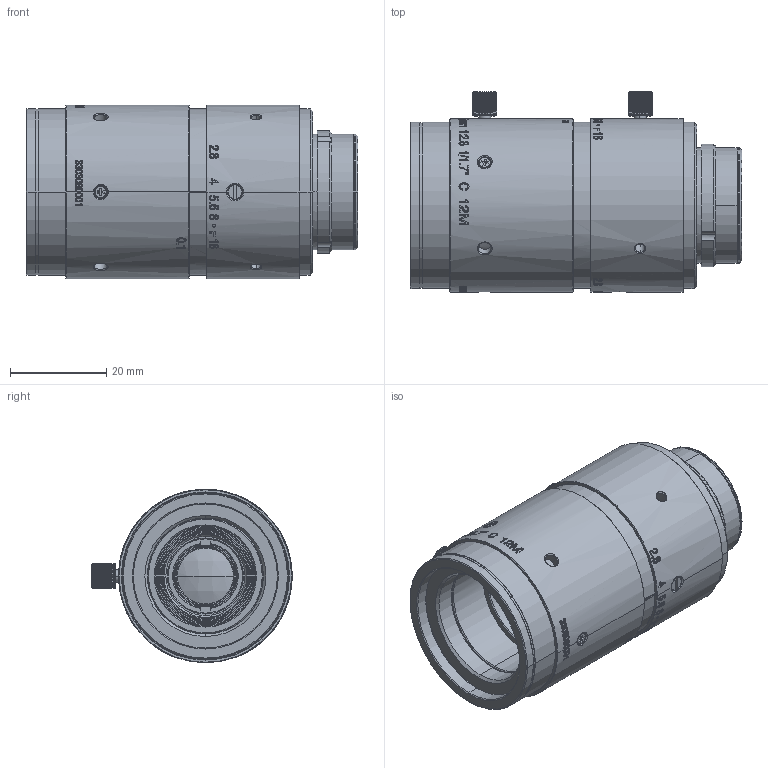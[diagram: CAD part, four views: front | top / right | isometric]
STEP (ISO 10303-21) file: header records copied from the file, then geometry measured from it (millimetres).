
FILE_DESCRIPTION (( 'STEP AP203' ), '1' );
FILE_NAME ('600127.step', '2025-04-14T08:37:43', ( 'MSI' ), ( '' ), 'SwSTEP 2.0', 'SolidWorks 2020', '' );
FILE_SCHEMA (( 'CONFIG_CONTROL_DESIGN' ));
Length unit declared in the file: millimetre
Products named in the file (26): DZO_LA2528A_1806-QQ-3_2_1_1.stp; DZO_LA2528A_1806_ASM_ASM_1_ASM.stp; DZO_LA2528A_1806_ASM_204_ASM_1_ASM.stp; M2_5X60001_2_1.stp; DZO_LA2528A_1806-1_ASM_31_ASM_1_ASM.stp; 600127.stp; DZO_LA2528A_1806-4_ASM_58_ASM_1_ASM.stp; DZO_LA2528A_1806-QQ-1_3_1_1.stp; V330111A-611_7_1.stp; V330111A-608_38_1.stp; DZO_LA2528A_1806-QQ-3_2_ASM_1_ASM.stp; V330111A-601_53_1.stp; V330071A-608_1_1.stp; 71A-621-0_1-0_05-0_025-0_015_2_.stp; 600127; V330111A-609_18_1.stp; DZO_LA2528A_1806-QQ-1_3_ASM_1_ASM.stp; V330111A-602_14_1.stp; M1_4X3_3_1.stp; V330111B-607.stp; DZO_LA2528A_1806-3_ASM_26_ASM_1_ASM.stp; V330111A-603_70_1.stp; 71A-622-0_1-0_05-0_025-0_015_2_.stp; DZO_LA2528A_1806-2_ASM_36_ASM_1_ASM.stp; V330111A-610_8_1.stp; I741411C-615_2_1.stp
Assembly tree (33 placements, depth 7):
  600127
    600127.stp
      DZO_LA2528A_1806_ASM_ASM_1_ASM.stp
        DZO_LA2528A_1806_ASM_204_ASM_1_ASM.stp
          DZO_LA2528A_1806-1_ASM_31_ASM_1_ASM.stp
            DZO_LA2528A_1806-QQ-3_2_ASM_1_ASM.stp
              DZO_LA2528A_1806-QQ-3_2_1_1.stp
            V330111A-602_14_1.stp
            V330111A-603_70_1.stp
            V330111A-610_8_1.stp
            M1_4X3_3_1.stp  x5
            V330111A-609_18_1.stp
            71A-622-0_1-0_05-0_025-0_015_2_.stp
            71A-621-0_1-0_05-0_025-0_015_2_.stp
            V330071A-608_1_1.stp
          DZO_LA2528A_1806-2_ASM_36_ASM_1_ASM.stp
            DZO_LA2528A_1806-QQ-1_3_ASM_1_ASM.stp
              DZO_LA2528A_1806-QQ-1_3_1_1.stp
            V330111A-601_53_1.stp
            V330111A-611_7_1.stp
          DZO_LA2528A_1806-3_ASM_26_ASM_1_ASM.stp
            V330111A-608_38_1.stp
            I741411C-615_2_1.stp
            M2_5X60001_2_1.stp
          DZO_LA2528A_1806-4_ASM_58_ASM_1_ASM.stp
            M1_4X3_3_1.stp  x3
            M2_5X60001_2_1.stp
      V330111B-607.stp
Bounding box: 68.89 x 41.55 x 36 mm (x, y, z)
Volume: 36102.2 mm3; surface area: 38194.7 mm2
Topology: 24 solids, 24 shells, 2400 faces, 6184 edges, 3992 vertices
Faces by surface type: bspline 779, plane 733, cylinder 543, cone 305, torus 32, sphere 8
Entity records: 107708 total; most frequent: CARTESIAN_POINT 59384, ORIENTED_EDGE 10610, DIRECTION 7274, EDGE_CURVE 5305, VERTEX_POINT 3430, AXIS2_PLACEMENT_3D 2588, EDGE_LOOP 2297, VECTOR 2098
